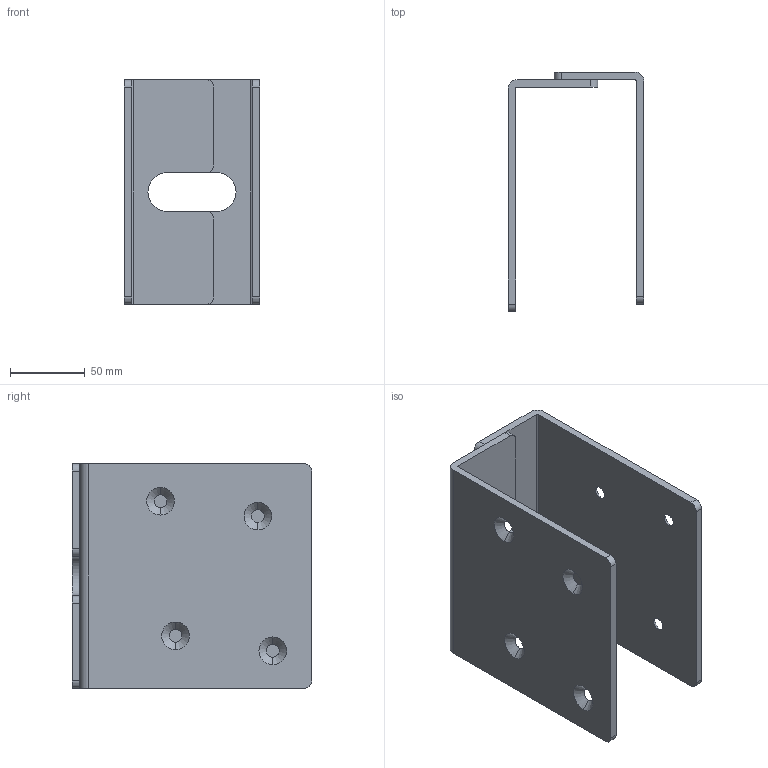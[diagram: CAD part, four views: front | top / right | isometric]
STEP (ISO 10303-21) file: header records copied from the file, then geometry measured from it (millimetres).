
FILE_DESCRIPTION (( 'STEP AP203' ), '1' );
FILE_NAME ('1.26.F18.STEP', '2019-05-28T07:36:16', ( '' ), ( '' ), 'SwSTEP 2.0', 'SolidWorks 2018', '' );
FILE_SCHEMA (( 'CONFIG_CONTROL_DESIGN' ));
Length unit declared in the file: millimetre
Products named in the file (1): 1.26.F18
Bounding box: 90.76 x 160 x 150 mm (x, y, z)
Volume: 295671.3 mm3; surface area: 128268.4 mm2
Topology: 2 solids, 2 shells, 56 faces, 156 edges, 104 vertices
Faces by surface type: plane 22, cylinder 18, cone 16
Entity records: 1935 total; most frequent: DIRECTION 338, CARTESIAN_POINT 317, ORIENTED_EDGE 312, EDGE_CURVE 156, AXIS2_PLACEMENT_3D 125, VERTEX_POINT 104, VECTOR 88, LINE 88
